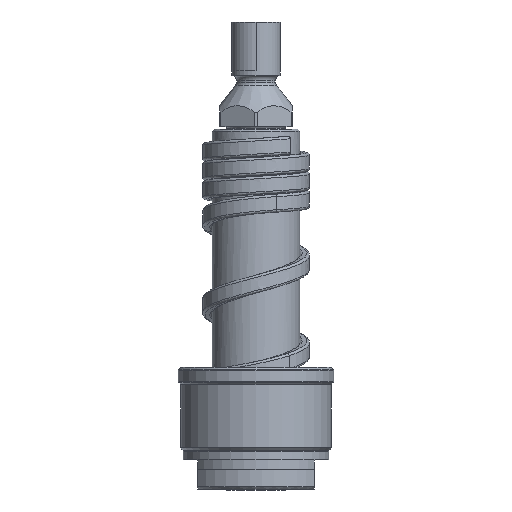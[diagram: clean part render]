
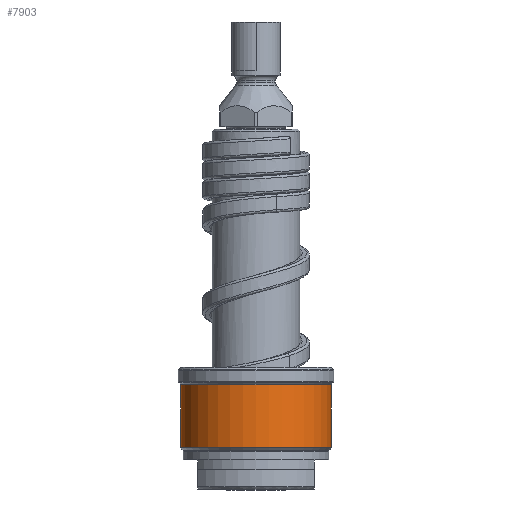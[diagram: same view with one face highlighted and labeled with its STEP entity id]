
A CAD part, front view. The second image highlights one B-rep face of the part: STEP entity #7903.
In plain terms, the highlighted cylindrical face has radius 15.5 mm (diameter 31 mm), a partial arc.
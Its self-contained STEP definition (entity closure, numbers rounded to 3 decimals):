
#1749=CARTESIAN_POINT('',(0.,0.,8.583));
#1750=DIRECTION('',(0.,0.,1.));
#1751=DIRECTION('',(-1.,0.,0.));
#1752=AXIS2_PLACEMENT_3D('',#1749,#1750,#1751);
#1754=DIRECTION('',(0.,0.,-1.));
#1755=VECTOR('',#1754,12.835);
#1756=CARTESIAN_POINT('',(-15.5,0.,21.417));
#1757=LINE('',#1756,#1755);
#1758=CARTESIAN_POINT('',(0.,0.,21.417));
#1759=DIRECTION('',(0.,0.,1.));
#1760=DIRECTION('',(-1.,0.,0.));
#1761=AXIS2_PLACEMENT_3D('',#1758,#1759,#1760);
#1763=DIRECTION('',(0.,0.,-1.));
#1764=VECTOR('',#1763,12.835);
#1765=CARTESIAN_POINT('',(15.5,0.,21.417));
#1766=LINE('',#1765,#1764);
#5683=CARTESIAN_POINT('',(15.5,0.,21.417));
#5684=CARTESIAN_POINT('',(-15.5,0.,21.417));
#5685=VERTEX_POINT('',#5683);
#5686=VERTEX_POINT('',#5684);
#5709=CARTESIAN_POINT('',(15.5,0.,8.583));
#5710=VERTEX_POINT('',#5709);
#5711=CARTESIAN_POINT('',(-15.5,0.,8.583));
#5712=VERTEX_POINT('',#5711);
#7891=CARTESIAN_POINT('',(0.,0.,7.15));
#7892=DIRECTION('',(0.,0.,1.));
#7893=DIRECTION('',(-1.,0.,0.));
#7894=AXIS2_PLACEMENT_3D('',#7891,#7892,#7893);
#7895=CYLINDRICAL_SURFACE('',#7894,15.5);
#7896=ORIENTED_EDGE('',*,*,#7863,.F.);
#7897=ORIENTED_EDGE('',*,*,#7881,.F.);
#7899=ORIENTED_EDGE('',*,*,#7898,.T.);
#7900=ORIENTED_EDGE('',*,*,#7877,.T.);
#7901=EDGE_LOOP('',(#7896,#7897,#7899,#7900));
#7902=FACE_OUTER_BOUND('',#7901,.F.);
#1753=CIRCLE('',#1752,15.5);
#1762=CIRCLE('',#1761,15.5);
#7863=EDGE_CURVE('',#5712,#5710,#1753,.T.);
#7877=EDGE_CURVE('',#5685,#5710,#1766,.T.);
#7881=EDGE_CURVE('',#5686,#5712,#1757,.T.);
#7898=EDGE_CURVE('',#5686,#5685,#1762,.T.);
#7903=ADVANCED_FACE('',(#7902),#7895,.T.);
